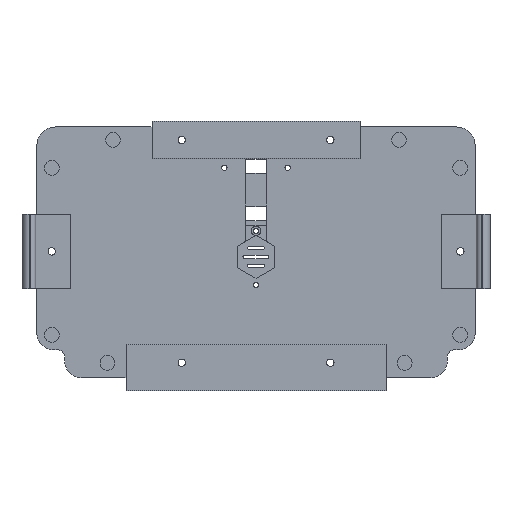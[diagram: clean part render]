
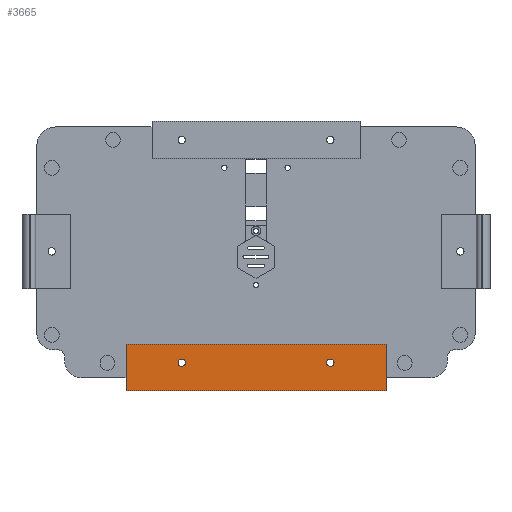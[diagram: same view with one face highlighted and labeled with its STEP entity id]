
A CAD part, top view. The second image highlights one B-rep face of the part: STEP entity #3665.
In plain terms, the highlighted planar face has unit normal (0, 0, 1).
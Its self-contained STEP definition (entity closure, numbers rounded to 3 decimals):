
#43 = PLANE('',#44);
#44 = AXIS2_PLACEMENT_3D('',#45,#46,#47);
#45 = CARTESIAN_POINT('',(-70.,-72.,-5.));
#46 = DIRECTION('',(1.,0.,0.));
#47 = DIRECTION('',(-0.,-1.,0.));
#96 = VERTEX_POINT('',#97);
#97 = CARTESIAN_POINT('',(-70.,-72.,5.));
#111 = PLANE('',#112);
#112 = AXIS2_PLACEMENT_3D('',#113,#114,#115);
#113 = CARTESIAN_POINT('',(0.,-72.,2.5));
#114 = DIRECTION('',(-0.,-1.,-0.));
#115 = DIRECTION('',(0.,0.,-1.));
#123 = EDGE_CURVE('',#96,#124,#126,.T.);
#124 = VERTEX_POINT('',#125);
#125 = CARTESIAN_POINT('',(-70.,-47.,5.));
#126 = SURFACE_CURVE('',#127,(#131,#138),.PCURVE_S1.);
#127 = LINE('',#128,#129);
#128 = CARTESIAN_POINT('',(-70.,-72.,5.));
#129 = VECTOR('',#130,1.);
#130 = DIRECTION('',(0.,1.,0.));
#131 = PCURVE('',#43,#132);
#132 = DEFINITIONAL_REPRESENTATION('',(#133),#137);
#133 = LINE('',#134,#135);
#134 = CARTESIAN_POINT('',(0.,-10.));
#135 = VECTOR('',#136,1.);
#136 = DIRECTION('',(-1.,0.));
#137 = ( GEOMETRIC_REPRESENTATION_CONTEXT(2) 
PARAMETRIC_REPRESENTATION_CONTEXT() REPRESENTATION_CONTEXT('2D SPACE',''
  ) );
#138 = PCURVE('',#139,#144);
#139 = PLANE('',#140);
#140 = AXIS2_PLACEMENT_3D('',#141,#142,#143);
#141 = CARTESIAN_POINT('',(0.,-59.5,5.));
#142 = DIRECTION('',(0.,0.,1.));
#143 = DIRECTION('',(1.,0.,0.));
#144 = DEFINITIONAL_REPRESENTATION('',(#145),#149);
#145 = LINE('',#146,#147);
#146 = CARTESIAN_POINT('',(-70.,-12.5));
#147 = VECTOR('',#148,1.);
#148 = DIRECTION('',(0.,1.));
#149 = ( GEOMETRIC_REPRESENTATION_CONTEXT(2) 
PARAMETRIC_REPRESENTATION_CONTEXT() REPRESENTATION_CONTEXT('2D SPACE',''
  ) );
#167 = PLANE('',#168);
#168 = AXIS2_PLACEMENT_3D('',#169,#170,#171);
#169 = CARTESIAN_POINT('',(0.,-47.,2.5));
#170 = DIRECTION('',(0.,1.,0.));
#171 = DIRECTION('',(0.,0.,1.));
#1084 = PLANE('',#1085);
#1085 = AXIS2_PLACEMENT_3D('',#1086,#1087,#1088);
#1086 = CARTESIAN_POINT('',(70.,-72.,-5.));
#1087 = DIRECTION('',(-1.,0.,0.));
#1088 = DIRECTION('',(0.,1.,0.));
#2284 = VERTEX_POINT('',#2285);
#2285 = CARTESIAN_POINT('',(70.,-72.,5.));
#2306 = EDGE_CURVE('',#2284,#96,#2307,.T.);
#2307 = SURFACE_CURVE('',#2308,(#2312,#2319),.PCURVE_S1.);
#2308 = LINE('',#2309,#2310);
#2309 = CARTESIAN_POINT('',(0.,-72.,5.));
#2310 = VECTOR('',#2311,1.);
#2311 = DIRECTION('',(-1.,0.,0.));
#2312 = PCURVE('',#111,#2313);
#2313 = DEFINITIONAL_REPRESENTATION('',(#2314),#2318);
#2314 = LINE('',#2315,#2316);
#2315 = CARTESIAN_POINT('',(-2.5,0.));
#2316 = VECTOR('',#2317,1.);
#2317 = DIRECTION('',(0.,-1.));
#2318 = ( GEOMETRIC_REPRESENTATION_CONTEXT(2) 
PARAMETRIC_REPRESENTATION_CONTEXT() REPRESENTATION_CONTEXT('2D SPACE',''
  ) );
#2319 = PCURVE('',#139,#2320);
#2320 = DEFINITIONAL_REPRESENTATION('',(#2321),#2325);
#2321 = LINE('',#2322,#2323);
#2322 = CARTESIAN_POINT('',(0.,-12.5));
#2323 = VECTOR('',#2324,1.);
#2324 = DIRECTION('',(-1.,0.));
#2325 = ( GEOMETRIC_REPRESENTATION_CONTEXT(2) 
PARAMETRIC_REPRESENTATION_CONTEXT() REPRESENTATION_CONTEXT('2D SPACE',''
  ) );
#3665 = ADVANCED_FACE('',(#3666,#3714,#3749),#139,.T.);
#3666 = FACE_BOUND('',#3667,.T.);
#3667 = EDGE_LOOP('',(#3668,#3669,#3692,#3713));
#3668 = ORIENTED_EDGE('',*,*,#2306,.F.);
#3669 = ORIENTED_EDGE('',*,*,#3670,.T.);
#3670 = EDGE_CURVE('',#2284,#3671,#3673,.T.);
#3671 = VERTEX_POINT('',#3672);
#3672 = CARTESIAN_POINT('',(70.,-47.,5.));
#3673 = SURFACE_CURVE('',#3674,(#3678,#3685),.PCURVE_S1.);
#3674 = LINE('',#3675,#3676);
#3675 = CARTESIAN_POINT('',(70.,-72.,5.));
#3676 = VECTOR('',#3677,1.);
#3677 = DIRECTION('',(0.,1.,0.));
#3678 = PCURVE('',#139,#3679);
#3679 = DEFINITIONAL_REPRESENTATION('',(#3680),#3684);
#3680 = LINE('',#3681,#3682);
#3681 = CARTESIAN_POINT('',(70.,-12.5));
#3682 = VECTOR('',#3683,1.);
#3683 = DIRECTION('',(0.,1.));
#3684 = ( GEOMETRIC_REPRESENTATION_CONTEXT(2) 
PARAMETRIC_REPRESENTATION_CONTEXT() REPRESENTATION_CONTEXT('2D SPACE',''
  ) );
#3685 = PCURVE('',#1084,#3686);
#3686 = DEFINITIONAL_REPRESENTATION('',(#3687),#3691);
#3687 = LINE('',#3688,#3689);
#3688 = CARTESIAN_POINT('',(0.,-10.));
#3689 = VECTOR('',#3690,1.);
#3690 = DIRECTION('',(1.,0.));
#3691 = ( GEOMETRIC_REPRESENTATION_CONTEXT(2) 
PARAMETRIC_REPRESENTATION_CONTEXT() REPRESENTATION_CONTEXT('2D SPACE',''
  ) );
#3692 = ORIENTED_EDGE('',*,*,#3693,.T.);
#3693 = EDGE_CURVE('',#3671,#124,#3694,.T.);
#3694 = SURFACE_CURVE('',#3695,(#3699,#3706),.PCURVE_S1.);
#3695 = LINE('',#3696,#3697);
#3696 = CARTESIAN_POINT('',(70.,-47.,5.));
#3697 = VECTOR('',#3698,1.);
#3698 = DIRECTION('',(-1.,0.,0.));
#3699 = PCURVE('',#139,#3700);
#3700 = DEFINITIONAL_REPRESENTATION('',(#3701),#3705);
#3701 = LINE('',#3702,#3703);
#3702 = CARTESIAN_POINT('',(70.,12.5));
#3703 = VECTOR('',#3704,1.);
#3704 = DIRECTION('',(-1.,0.));
#3705 = ( GEOMETRIC_REPRESENTATION_CONTEXT(2) 
PARAMETRIC_REPRESENTATION_CONTEXT() REPRESENTATION_CONTEXT('2D SPACE',''
  ) );
#3706 = PCURVE('',#167,#3707);
#3707 = DEFINITIONAL_REPRESENTATION('',(#3708),#3712);
#3708 = LINE('',#3709,#3710);
#3709 = CARTESIAN_POINT('',(2.5,70.));
#3710 = VECTOR('',#3711,1.);
#3711 = DIRECTION('',(0.,-1.));
#3712 = ( GEOMETRIC_REPRESENTATION_CONTEXT(2) 
PARAMETRIC_REPRESENTATION_CONTEXT() REPRESENTATION_CONTEXT('2D SPACE',''
  ) );
#3713 = ORIENTED_EDGE('',*,*,#123,.F.);
#3714 = FACE_BOUND('',#3715,.T.);
#3715 = EDGE_LOOP('',(#3716));
#3716 = ORIENTED_EDGE('',*,*,#3717,.T.);
#3717 = EDGE_CURVE('',#3718,#3718,#3720,.T.);
#3718 = VERTEX_POINT('',#3719);
#3719 = CARTESIAN_POINT('',(-42.,-57.,5.));
#3720 = SURFACE_CURVE('',#3721,(#3726,#3737),.PCURVE_S1.);
#3721 = CIRCLE('',#3722,2.);
#3722 = AXIS2_PLACEMENT_3D('',#3723,#3724,#3725);
#3723 = CARTESIAN_POINT('',(-40.,-57.,5.));
#3724 = DIRECTION('',(0.,0.,-1.));
#3725 = DIRECTION('',(-1.,-0.,-0.));
#3726 = PCURVE('',#139,#3727);
#3727 = DEFINITIONAL_REPRESENTATION('',(#3728),#3736);
#3728 = ( BOUNDED_CURVE() B_SPLINE_CURVE(2,(#3729,#3730,#3731,#3732,
#3733,#3734,#3735),.UNSPECIFIED.,.F.,.F.) B_SPLINE_CURVE_WITH_KNOTS((1,2
    ,2,2,2,1),(-2.094,0.,2.094,4.189,
6.283,8.378),.UNSPECIFIED.) CURVE() 
GEOMETRIC_REPRESENTATION_ITEM() RATIONAL_B_SPLINE_CURVE((1.,0.5,1.,0.5,
1.,0.5,1.)) REPRESENTATION_ITEM('') );
#3729 = CARTESIAN_POINT('',(-42.,2.5));
#3730 = CARTESIAN_POINT('',(-42.,5.964));
#3731 = CARTESIAN_POINT('',(-39.,4.232));
#3732 = CARTESIAN_POINT('',(-36.,2.5));
#3733 = CARTESIAN_POINT('',(-39.,0.768));
#3734 = CARTESIAN_POINT('',(-42.,-0.964));
#3735 = CARTESIAN_POINT('',(-42.,2.5));
#3736 = ( GEOMETRIC_REPRESENTATION_CONTEXT(2) 
PARAMETRIC_REPRESENTATION_CONTEXT() REPRESENTATION_CONTEXT('2D SPACE',''
  ) );
#3737 = PCURVE('',#3738,#3743);
#3738 = CYLINDRICAL_SURFACE('',#3739,2.);
#3739 = AXIS2_PLACEMENT_3D('',#3740,#3741,#3742);
#3740 = CARTESIAN_POINT('',(-40.,-57.,-1.));
#3741 = DIRECTION('',(0.,0.,1.));
#3742 = DIRECTION('',(-1.,0.,-0.));
#3743 = DEFINITIONAL_REPRESENTATION('',(#3744),#3748);
#3744 = LINE('',#3745,#3746);
#3745 = CARTESIAN_POINT('',(-0.,6.));
#3746 = VECTOR('',#3747,1.);
#3747 = DIRECTION('',(-1.,0.));
#3748 = ( GEOMETRIC_REPRESENTATION_CONTEXT(2) 
PARAMETRIC_REPRESENTATION_CONTEXT() REPRESENTATION_CONTEXT('2D SPACE',''
  ) );
#3749 = FACE_BOUND('',#3750,.T.);
#3750 = EDGE_LOOP('',(#3751));
#3751 = ORIENTED_EDGE('',*,*,#3752,.F.);
#3752 = EDGE_CURVE('',#3753,#3753,#3755,.T.);
#3753 = VERTEX_POINT('',#3754);
#3754 = CARTESIAN_POINT('',(42.,-57.,5.));
#3755 = SURFACE_CURVE('',#3756,(#3761,#3768),.PCURVE_S1.);
#3756 = CIRCLE('',#3757,2.);
#3757 = AXIS2_PLACEMENT_3D('',#3758,#3759,#3760);
#3758 = CARTESIAN_POINT('',(40.,-57.,5.));
#3759 = DIRECTION('',(0.,0.,1.));
#3760 = DIRECTION('',(1.,0.,0.));
#3761 = PCURVE('',#139,#3762);
#3762 = DEFINITIONAL_REPRESENTATION('',(#3763),#3767);
#3763 = CIRCLE('',#3764,2.);
#3764 = AXIS2_PLACEMENT_2D('',#3765,#3766);
#3765 = CARTESIAN_POINT('',(40.,2.5));
#3766 = DIRECTION('',(1.,0.));
#3767 = ( GEOMETRIC_REPRESENTATION_CONTEXT(2) 
PARAMETRIC_REPRESENTATION_CONTEXT() REPRESENTATION_CONTEXT('2D SPACE',''
  ) );
#3768 = PCURVE('',#3769,#3774);
#3769 = CYLINDRICAL_SURFACE('',#3770,2.);
#3770 = AXIS2_PLACEMENT_3D('',#3771,#3772,#3773);
#3771 = CARTESIAN_POINT('',(40.,-57.,-1.));
#3772 = DIRECTION('',(0.,0.,1.));
#3773 = DIRECTION('',(1.,0.,0.));
#3774 = DEFINITIONAL_REPRESENTATION('',(#3775),#3779);
#3775 = LINE('',#3776,#3777);
#3776 = CARTESIAN_POINT('',(0.,6.));
#3777 = VECTOR('',#3778,1.);
#3778 = DIRECTION('',(1.,0.));
#3779 = ( GEOMETRIC_REPRESENTATION_CONTEXT(2) 
PARAMETRIC_REPRESENTATION_CONTEXT() REPRESENTATION_CONTEXT('2D SPACE',''
  ) );
